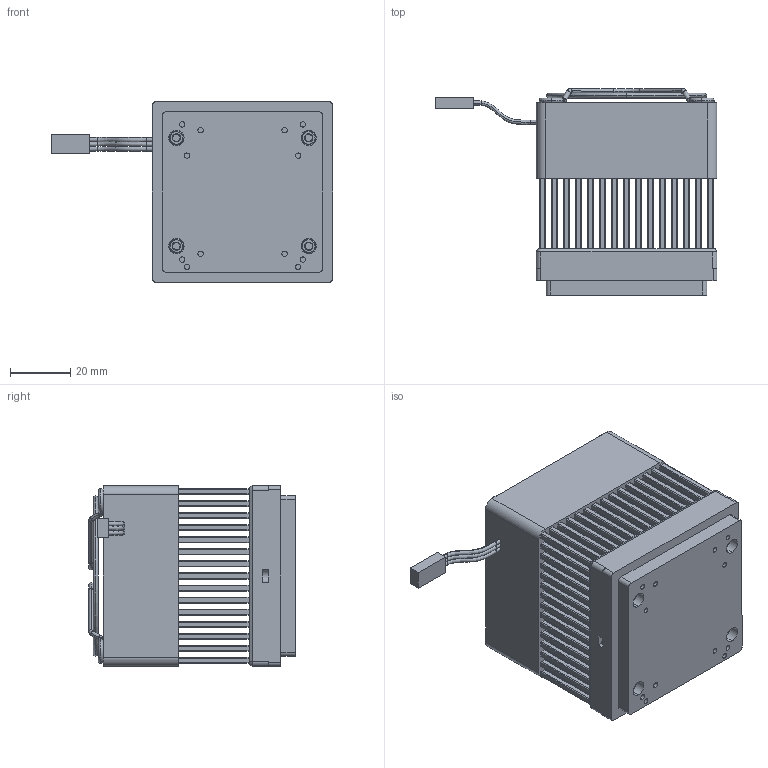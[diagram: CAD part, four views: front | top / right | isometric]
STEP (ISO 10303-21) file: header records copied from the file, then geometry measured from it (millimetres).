
FILE_DESCRIPTION (( 'STEP AP214' ), '1' );
FILE_NAME ('UA-45-4, DF.STEP', '2025-09-09T19:58:41', ( '' ), ( '' ), 'SwSTEP 2.0', 'SolidWorks 2021', '' );
FILE_SCHEMA (( 'AUTOMOTIVE_DESIGN' ));
Length unit declared in the file: inch
Products named in the file (1): UA-45-4, DF
Bounding box: 93.64 x 68.69 x 60 mm (x, y, z)
Volume: 154515.5 mm3; surface area: 72651.9 mm2
Topology: 7 solids, 7 shells, 3122 faces, 8419 edges, 5572 vertices
Faces by surface type: cylinder 1640, plane 1290, torus 84, cone 72, bspline 28, sphere 8
Entity records: 149610 total; most frequent: CARTESIAN_POINT 32032, ORIENTED_EDGE 16838, DIRECTION 15649, EDGE_CURVE 8419, VERTEX_POINT 5572, AXIS2_PLACEMENT_3D 5519, VECTOR 4611, LINE 4611
